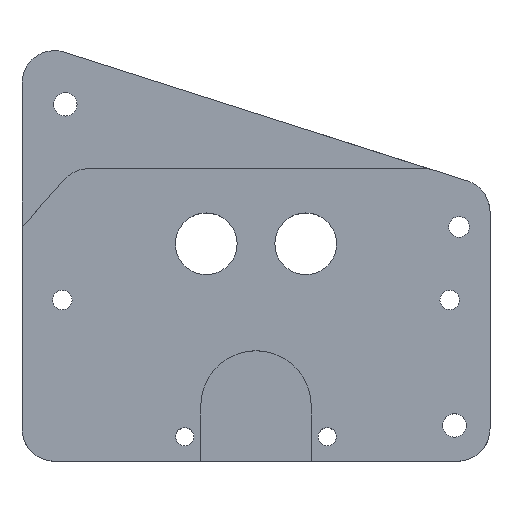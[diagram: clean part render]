
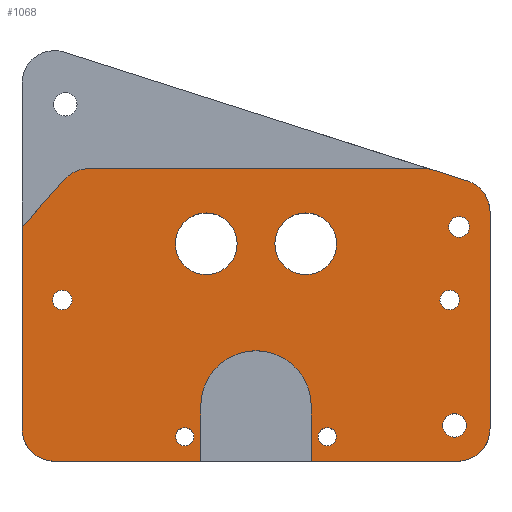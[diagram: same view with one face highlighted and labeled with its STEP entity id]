
A CAD part, top view. The second image highlights one B-rep face of the part: STEP entity #1068.
In plain terms, the highlighted planar face has unit normal (0, 0, 1).
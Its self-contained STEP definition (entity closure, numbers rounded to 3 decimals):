
#15=FACE_BOUND('',#149,.T.);
#16=FACE_BOUND('',#150,.T.);
#17=FACE_BOUND('',#151,.T.);
#18=FACE_BOUND('',#152,.T.);
#19=FACE_BOUND('',#153,.T.);
#20=FACE_BOUND('',#154,.T.);
#21=FACE_BOUND('',#155,.T.);
#22=FACE_BOUND('',#156,.T.);
#43=PLANE('',#1177);
#93=FACE_OUTER_BOUND('',#148,.T.);
#148=EDGE_LOOP('',(#823,#824,#825,#826,#827,#828,#829,#830,#831,#832,#833,
#834,#835,#836));
#149=EDGE_LOOP('',(#837));
#150=EDGE_LOOP('',(#838));
#151=EDGE_LOOP('',(#839));
#152=EDGE_LOOP('',(#840));
#153=EDGE_LOOP('',(#841));
#154=EDGE_LOOP('',(#842));
#155=EDGE_LOOP('',(#843));
#156=EDGE_LOOP('',(#844));
#237=LINE('',#1658,#340);
#249=LINE('',#1698,#352);
#252=LINE('',#1705,#355);
#253=LINE('',#1706,#356);
#254=LINE('',#1708,#357);
#255=LINE('',#1710,#358);
#256=LINE('',#1713,#359);
#257=LINE('',#1717,#360);
#258=LINE('',#1719,#361);
#340=VECTOR('',#1348,1000.);
#352=VECTOR('',#1382,1000.);
#355=VECTOR('',#1387,1000.);
#356=VECTOR('',#1388,1000.);
#357=VECTOR('',#1389,1000.);
#358=VECTOR('',#1390,1000.);
#359=VECTOR('',#1393,1000.);
#360=VECTOR('',#1396,1000.);
#361=VECTOR('',#1397,1000.);
#416=CIRCLE('',#1119,1.4);
#418=CIRCLE('',#1122,1.4);
#420=CIRCLE('',#1125,4.75);
#422=CIRCLE('',#1128,4.75);
#434=CIRCLE('',#1146,1.5);
#436=CIRCLE('',#1149,1.5);
#440=CIRCLE('',#1155,1.6);
#442=CIRCLE('',#1158,1.8);
#445=CIRCLE('',#1162,5.);
#451=CIRCLE('',#1170,5.);
#456=CIRCLE('',#1178,5.);
#457=CIRCLE('',#1179,5.);
#458=CIRCLE('',#1180,8.5);
#466=VERTEX_POINT('',#1540);
#468=VERTEX_POINT('',#1546);
#470=VERTEX_POINT('',#1552);
#472=VERTEX_POINT('',#1558);
#484=VERTEX_POINT('',#1594);
#486=VERTEX_POINT('',#1600);
#490=VERTEX_POINT('',#1612);
#492=VERTEX_POINT('',#1618);
#496=VERTEX_POINT('',#1627);
#497=VERTEX_POINT('',#1629);
#509=VERTEX_POINT('',#1656);
#513=VERTEX_POINT('',#1667);
#525=VERTEX_POINT('',#1695);
#526=VERTEX_POINT('',#1697);
#528=VERTEX_POINT('',#1703);
#529=VERTEX_POINT('',#1704);
#530=VERTEX_POINT('',#1707);
#531=VERTEX_POINT('',#1709);
#532=VERTEX_POINT('',#1711);
#533=VERTEX_POINT('',#1714);
#534=VERTEX_POINT('',#1716);
#535=VERTEX_POINT('',#1718);
#568=EDGE_CURVE('',#466,#466,#416,.T.);
#571=EDGE_CURVE('',#468,#468,#418,.T.);
#574=EDGE_CURVE('',#470,#470,#420,.T.);
#577=EDGE_CURVE('',#472,#472,#422,.T.);
#595=EDGE_CURVE('',#484,#484,#434,.T.);
#598=EDGE_CURVE('',#486,#486,#436,.T.);
#604=EDGE_CURVE('',#490,#490,#440,.T.);
#607=EDGE_CURVE('',#492,#492,#442,.T.);
#612=EDGE_CURVE('',#497,#496,#445,.T.);
#627=EDGE_CURVE('',#496,#509,#237,.T.);
#633=EDGE_CURVE('',#509,#513,#451,.T.);
#647=EDGE_CURVE('',#526,#525,#249,.T.);
#650=EDGE_CURVE('',#528,#529,#252,.T.);
#651=EDGE_CURVE('',#528,#497,#253,.T.);
#652=EDGE_CURVE('',#513,#530,#254,.T.);
#653=EDGE_CURVE('',#530,#531,#255,.T.);
#654=EDGE_CURVE('',#531,#532,#456,.T.);
#655=EDGE_CURVE('',#532,#526,#256,.T.);
#656=EDGE_CURVE('',#525,#533,#457,.T.);
#657=EDGE_CURVE('',#533,#534,#257,.T.);
#658=EDGE_CURVE('',#535,#534,#258,.T.);
#659=EDGE_CURVE('',#529,#535,#458,.T.);
#823=ORIENTED_EDGE('',*,*,#650,.F.);
#824=ORIENTED_EDGE('',*,*,#651,.T.);
#825=ORIENTED_EDGE('',*,*,#612,.T.);
#826=ORIENTED_EDGE('',*,*,#627,.T.);
#827=ORIENTED_EDGE('',*,*,#633,.T.);
#828=ORIENTED_EDGE('',*,*,#652,.T.);
#829=ORIENTED_EDGE('',*,*,#653,.T.);
#830=ORIENTED_EDGE('',*,*,#654,.T.);
#831=ORIENTED_EDGE('',*,*,#655,.T.);
#832=ORIENTED_EDGE('',*,*,#647,.T.);
#833=ORIENTED_EDGE('',*,*,#656,.T.);
#834=ORIENTED_EDGE('',*,*,#657,.T.);
#835=ORIENTED_EDGE('',*,*,#658,.F.);
#836=ORIENTED_EDGE('',*,*,#659,.F.);
#837=ORIENTED_EDGE('',*,*,#607,.F.);
#838=ORIENTED_EDGE('',*,*,#604,.F.);
#839=ORIENTED_EDGE('',*,*,#568,.F.);
#840=ORIENTED_EDGE('',*,*,#571,.F.);
#841=ORIENTED_EDGE('',*,*,#574,.F.);
#842=ORIENTED_EDGE('',*,*,#577,.F.);
#843=ORIENTED_EDGE('',*,*,#595,.F.);
#844=ORIENTED_EDGE('',*,*,#598,.F.);
#1068=ADVANCED_FACE('',(#93,#15,#16,#17,#18,#19,#20,#21,#22),#43,.T.);
#1119=AXIS2_PLACEMENT_3D('',#1541,#1227,#1228);
#1122=AXIS2_PLACEMENT_3D('',#1547,#1234,#1235);
#1125=AXIS2_PLACEMENT_3D('',#1553,#1241,#1242);
#1128=AXIS2_PLACEMENT_3D('',#1559,#1248,#1249);
#1146=AXIS2_PLACEMENT_3D('',#1595,#1290,#1291);
#1149=AXIS2_PLACEMENT_3D('',#1601,#1297,#1298);
#1155=AXIS2_PLACEMENT_3D('',#1613,#1311,#1312);
#1158=AXIS2_PLACEMENT_3D('',#1619,#1318,#1319);
#1162=AXIS2_PLACEMENT_3D('',#1630,#1328,#1329);
#1170=AXIS2_PLACEMENT_3D('',#1669,#1359,#1360);
#1177=AXIS2_PLACEMENT_3D('',#1702,#1385,#1386);
#1178=AXIS2_PLACEMENT_3D('',#1712,#1391,#1392);
#1179=AXIS2_PLACEMENT_3D('',#1715,#1394,#1395);
#1180=AXIS2_PLACEMENT_3D('',#1720,#1398,#1399);
#1227=DIRECTION('center_axis',(0.,0.,1.));
#1228=DIRECTION('ref_axis',(1.,0.,0.));
#1234=DIRECTION('center_axis',(0.,0.,1.));
#1235=DIRECTION('ref_axis',(1.,0.,0.));
#1241=DIRECTION('center_axis',(0.,0.,1.));
#1242=DIRECTION('ref_axis',(1.,0.,0.));
#1248=DIRECTION('center_axis',(0.,0.,1.));
#1249=DIRECTION('ref_axis',(1.,0.,0.));
#1290=DIRECTION('center_axis',(0.,0.,1.));
#1291=DIRECTION('ref_axis',(1.,0.,0.));
#1297=DIRECTION('center_axis',(0.,0.,1.));
#1298=DIRECTION('ref_axis',(1.,0.,0.));
#1311=DIRECTION('center_axis',(0.,0.,1.));
#1312=DIRECTION('ref_axis',(1.,0.,0.));
#1318=DIRECTION('center_axis',(0.,0.,1.));
#1319=DIRECTION('ref_axis',(1.,0.,0.));
#1328=DIRECTION('center_axis',(0.,0.,1.));
#1329=DIRECTION('ref_axis',(1.,0.,0.));
#1348=DIRECTION('',(0.,1.,0.));
#1359=DIRECTION('center_axis',(0.,0.,1.));
#1360=DIRECTION('ref_axis',(-1.,0.,0.));
#1382=DIRECTION('',(0.,-1.,0.));
#1385=DIRECTION('center_axis',(0.,0.,1.));
#1386=DIRECTION('ref_axis',(1.,0.,0.));
#1387=DIRECTION('',(0.,1.,0.));
#1388=DIRECTION('',(1.,0.,0.));
#1389=DIRECTION('',(-0.953,0.304,0.));
#1390=DIRECTION('',(-1.,0.,0.));
#1391=DIRECTION('center_axis',(0.,0.,1.));
#1392=DIRECTION('ref_axis',(1.,0.,0.));
#1393=DIRECTION('',(-0.664,-0.747,0.));
#1394=DIRECTION('center_axis',(0.,0.,1.));
#1395=DIRECTION('ref_axis',(1.,0.,0.));
#1396=DIRECTION('',(1.,0.,0.));
#1397=DIRECTION('',(0.,-1.,0.));
#1398=DIRECTION('center_axis',(0.,0.,1.));
#1399=DIRECTION('ref_axis',(-1.,0.,0.));
#1540=CARTESIAN_POINT('',(-9.55,-9.141,8.));
#1541=CARTESIAN_POINT('Origin',(-10.95,-9.141,8.));
#1546=CARTESIAN_POINT('',(12.35,-9.141,8.));
#1547=CARTESIAN_POINT('Origin',(10.95,-9.141,8.));
#1552=CARTESIAN_POINT('',(-2.9,20.559,8.));
#1553=CARTESIAN_POINT('Origin',(-7.65,20.559,8.));
#1558=CARTESIAN_POINT('',(12.4,20.559,8.));
#1559=CARTESIAN_POINT('Origin',(7.65,20.559,8.));
#1594=CARTESIAN_POINT('',(31.3,11.909,8.));
#1595=CARTESIAN_POINT('Origin',(29.8,11.909,8.));
#1600=CARTESIAN_POINT('',(-28.3,11.909,8.));
#1601=CARTESIAN_POINT('Origin',(-29.8,11.909,8.));
#1612=CARTESIAN_POINT('',(32.85,23.161,8.));
#1613=CARTESIAN_POINT('Origin',(31.25,23.161,8.));
#1618=CARTESIAN_POINT('',(32.336,-7.391,8.));
#1619=CARTESIAN_POINT('Origin',(30.536,-7.391,8.));
#1627=CARTESIAN_POINT('',(36.,-7.891,8.));
#1629=CARTESIAN_POINT('',(31.,-12.891,8.));
#1630=CARTESIAN_POINT('Origin',(31.,-7.891,8.));
#1656=CARTESIAN_POINT('',(36.,25.457,8.));
#1658=CARTESIAN_POINT('',(36.,25.457,8.));
#1667=CARTESIAN_POINT('',(32.521,30.22,8.));
#1669=CARTESIAN_POINT('Origin',(31.,25.457,8.));
#1695=CARTESIAN_POINT('',(-36.,-7.891,8.));
#1697=CARTESIAN_POINT('',(-36.,23.109,8.));
#1698=CARTESIAN_POINT('',(-36.,12.891,8.));
#1702=CARTESIAN_POINT('Origin',(-31.,-7.891,8.));
#1703=CARTESIAN_POINT('',(8.5,-12.891,8.));
#1704=CARTESIAN_POINT('',(8.5,-4.391,8.));
#1705=CARTESIAN_POINT('',(8.5,-4.391,8.));
#1706=CARTESIAN_POINT('',(-31.,-12.891,8.));
#1707=CARTESIAN_POINT('',(26.609,32.109,8.));
#1708=CARTESIAN_POINT('',(-29.479,50.026,8.));
#1709=CARTESIAN_POINT('',(-25.755,32.109,8.));
#1710=CARTESIAN_POINT('',(0.,32.109,8.));
#1711=CARTESIAN_POINT('',(-29.492,30.431,8.));
#1712=CARTESIAN_POINT('Origin',(-25.755,27.109,8.));
#1713=CARTESIAN_POINT('',(-31.585,28.076,8.));
#1714=CARTESIAN_POINT('',(-31.,-12.891,8.));
#1715=CARTESIAN_POINT('Origin',(-31.,-7.891,8.));
#1716=CARTESIAN_POINT('',(-8.5,-12.891,8.));
#1717=CARTESIAN_POINT('',(-31.,-12.891,8.));
#1718=CARTESIAN_POINT('',(-8.5,-4.391,8.));
#1719=CARTESIAN_POINT('',(-8.5,-4.391,8.));
#1720=CARTESIAN_POINT('Origin',(0.,-4.391,
8.));
